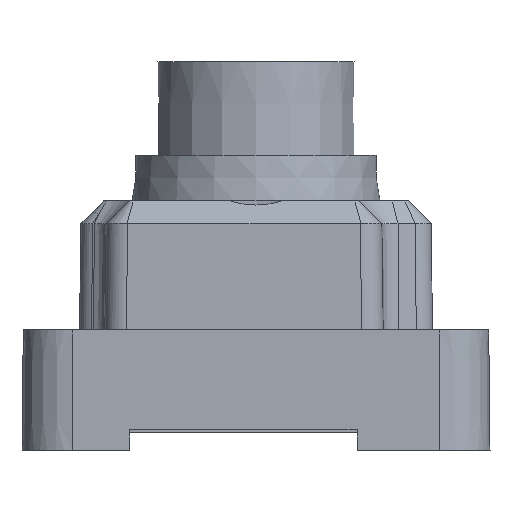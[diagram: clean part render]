
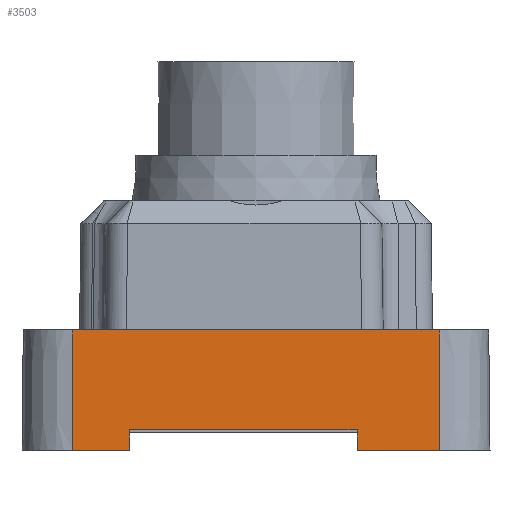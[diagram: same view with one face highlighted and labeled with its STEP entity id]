
A CAD part, left-side view. The second image highlights one B-rep face of the part: STEP entity #3503.
In plain terms, the highlighted planar face has unit normal (-1, 0, 0.011).
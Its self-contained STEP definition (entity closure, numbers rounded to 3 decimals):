
#165=LINE('',#5069,#543);
#289=LINE('',#5766,#667);
#299=LINE('',#5793,#677);
#300=LINE('',#5798,#678);
#329=LINE('',#6146,#707);
#332=LINE('',#6154,#710);
#333=LINE('',#6156,#711);
#334=LINE('',#6157,#712);
#543=VECTOR('',#4055,1000.);
#667=VECTOR('',#4375,1000.);
#677=VECTOR('',#4401,1000.);
#678=VECTOR('',#4406,1000.);
#707=VECTOR('',#4493,10.);
#710=VECTOR('',#4502,1000.);
#711=VECTOR('',#4503,1000.);
#712=VECTOR('',#4504,1000.);
#1017=FACE_OUTER_BOUND('',#1203,.T.);
#1203=EDGE_LOOP('',(#2770,#2771,#2772,#2773,#2774,#2775,#2776,#2777));
#1446=VERTEX_POINT('',#5066);
#1447=VERTEX_POINT('',#5068);
#1570=VERTEX_POINT('',#5764);
#1578=VERTEX_POINT('',#5790);
#1579=VERTEX_POINT('',#5792);
#1580=VERTEX_POINT('',#5796);
#1581=VERTEX_POINT('',#5797);
#1597=VERTEX_POINT('',#6155);
#1796=EDGE_CURVE('',#1446,#1447,#165,.T.);
#1975=EDGE_CURVE('',#1570,#1446,#289,.T.);
#1988=EDGE_CURVE('',#1578,#1579,#299,.T.);
#1990=EDGE_CURVE('',#1580,#1581,#300,.T.);
#2029=EDGE_CURVE('',#1579,#1580,#329,.T.);
#2034=EDGE_CURVE('',#1570,#1581,#332,.T.);
#2035=EDGE_CURVE('',#1578,#1597,#333,.T.);
#2036=EDGE_CURVE('',#1447,#1597,#334,.T.);
#2770=ORIENTED_EDGE('',*,*,#1975,.F.);
#2771=ORIENTED_EDGE('',*,*,#2034,.T.);
#2772=ORIENTED_EDGE('',*,*,#1990,.F.);
#2773=ORIENTED_EDGE('',*,*,#2029,.F.);
#2774=ORIENTED_EDGE('',*,*,#1988,.F.);
#2775=ORIENTED_EDGE('',*,*,#2035,.T.);
#2776=ORIENTED_EDGE('',*,*,#2036,.F.);
#2777=ORIENTED_EDGE('',*,*,#1796,.F.);
#3343=PLANE('',#3798);
#3503=ADVANCED_FACE('',(#1017),#3343,.F.);
#3798=AXIS2_PLACEMENT_3D('',#6153,#4500,#4501);
#4055=DIRECTION('',(0.,1.,0.));
#4375=DIRECTION('',(0.01,0.009,1.));
#4401=DIRECTION('',(0.01,0.,1.));
#4406=DIRECTION('',(-0.01,0.,-1.));
#4493=DIRECTION('',(0.,-1.,0.));
#4500=DIRECTION('center_axis',(1.,0.,-0.01));
#4501=DIRECTION('ref_axis',(-0.01,0.,-1.));
#4502=DIRECTION('',(0.,-1.,0.));
#4503=DIRECTION('',(0.,-1.,0.));
#4504=DIRECTION('',(-0.01,0.009,-1.));
#5066=CARTESIAN_POINT('',(-18.492,-3.993,0.8));
#5068=CARTESIAN_POINT('',(-18.492,4.993,0.8));
#5069=CARTESIAN_POINT('',(-18.492,-8.75,0.8));
#5764=CARTESIAN_POINT('',(-18.5,-4.,0.));
#5766=CARTESIAN_POINT('',(-18.5,-4.,0.));
#5790=CARTESIAN_POINT('',(-18.5,7.25,0.));
#5792=CARTESIAN_POINT('',(-18.45,7.25,4.75));
#5793=CARTESIAN_POINT('',(-18.5,7.25,0.));
#5796=CARTESIAN_POINT('',(-18.45,-7.25,4.75));
#5797=CARTESIAN_POINT('',(-18.5,-7.25,0.));
#5798=CARTESIAN_POINT('',(-5244.207,-7.25,-499000.));
#6146=CARTESIAN_POINT('',(-18.45,-4.375,4.75));
#6153=CARTESIAN_POINT('Origin',(-18.5,-8.75,0.));
#6154=CARTESIAN_POINT('',(-18.5,0.,0.));
#6155=CARTESIAN_POINT('',(-18.5,5.,0.));
#6156=CARTESIAN_POINT('',(-18.5,0.,0.));
#6157=CARTESIAN_POINT('',(-18.492,4.993,0.8));
